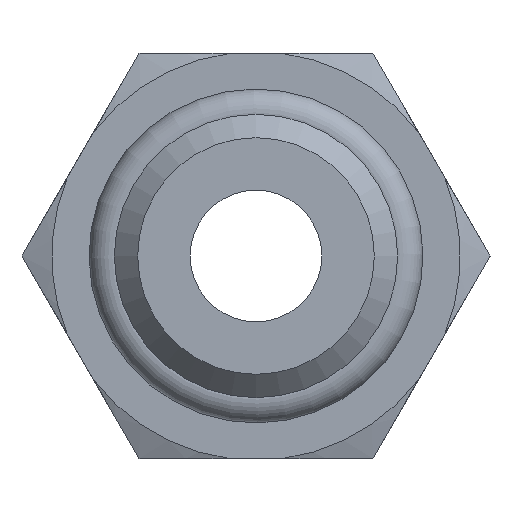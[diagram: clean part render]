
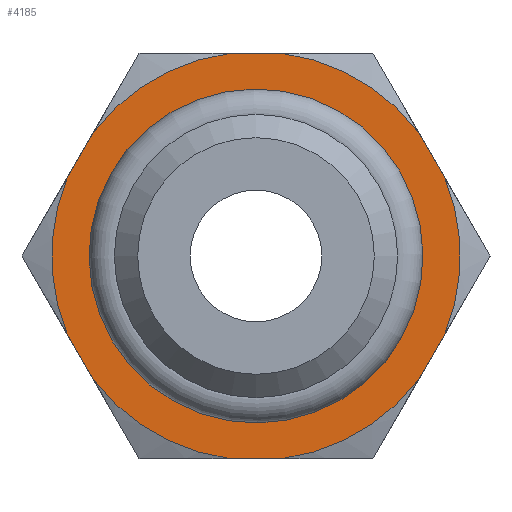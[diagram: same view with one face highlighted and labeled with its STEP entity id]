
A CAD part, left-side view. The second image highlights one B-rep face of the part: STEP entity #4185.
In plain terms, the highlighted planar face has unit normal (-1, 0, 0).
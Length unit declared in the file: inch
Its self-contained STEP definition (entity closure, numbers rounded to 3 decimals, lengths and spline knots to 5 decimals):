
#2949=CARTESIAN_POINT('',(0.0,-0.03961,0.3125));
#2950=VERTEX_POINT('',#2949);
#3020=CARTESIAN_POINT('',(0.0,0.03961,0.3125));
#3021=VERTEX_POINT('',#3020);
#3035=CARTESIAN_POINT('',(0.0,-0.03961,0.3125));
#3036=DIRECTION('',(0.0,1.0,0.0));
#3037=VECTOR('',#3036,0.07921);
#3038=LINE('',#3035,#3037);
#3039=EDGE_CURVE('',#2950,#3021,#3038,.T.);
#3541=CARTESIAN_POINT('',(0.0,0.,0.183));
#3542=VERTEX_POINT('',#3541);
#3543=CARTESIAN_POINT('',(0.0,0.,0.));
#3544=DIRECTION('',(-1.0,0.0,0.0));
#3545=DIRECTION('',(0.0,0.0,-1.0));
#3546=AXIS2_PLACEMENT_3D('',#3543,#3544,#3545);
#3547=CIRCLE('',#3546,0.183);
#3548=EDGE_CURVE('',#3542,#3542,#3547,.T.);
#3592=CARTESIAN_POINT('',(0.0,0.25083,-0.19055));
#3593=VERTEX_POINT('',#3592);
#3607=CARTESIAN_POINT('',(0.0,0.03961,-0.3125));
#3608=VERTEX_POINT('',#3607);
#3622=CARTESIAN_POINT('',(0.0,0.0,0.0));
#3623=DIRECTION('',(-1.0,0.0,0.0));
#3624=DIRECTION('',(0.0,1.0,0.0));
#3625=AXIS2_PLACEMENT_3D('',#3622,#3623,#3624);
#3626=CIRCLE('',#3625,0.315);
#3627=EDGE_CURVE('',#3593,#3608,#3626,.T.);
#3637=CARTESIAN_POINT('',(0.0,0.29044,-0.12195));
#3638=VERTEX_POINT('',#3637);
#3654=CARTESIAN_POINT('',(0.0,0.29044,0.12195));
#3655=VERTEX_POINT('',#3654);
#3656=CARTESIAN_POINT('',(0.0,0.0,0.0));
#3657=DIRECTION('',(-1.0,0.0,0.0));
#3658=DIRECTION('',(0.0,1.0,0.0));
#3659=AXIS2_PLACEMENT_3D('',#3656,#3657,#3658);
#3660=CIRCLE('',#3659,0.315);
#3661=EDGE_CURVE('',#3655,#3638,#3660,.T.);
#3684=CARTESIAN_POINT('',(0.0,0.25083,0.19055));
#3685=VERTEX_POINT('',#3684);
#3699=CARTESIAN_POINT('',(0.0,0.0,0.0));
#3700=DIRECTION('',(-1.0,0.0,0.0));
#3701=DIRECTION('',(0.0,1.0,0.0));
#3702=AXIS2_PLACEMENT_3D('',#3699,#3700,#3701);
#3703=CIRCLE('',#3702,0.315);
#3704=EDGE_CURVE('',#3021,#3685,#3703,.T.);
#3716=CARTESIAN_POINT('',(0.0,-0.25083,0.19055));
#3717=VERTEX_POINT('',#3716);
#3718=CARTESIAN_POINT('',(0.0,0.0,0.0));
#3719=DIRECTION('',(-1.0,0.0,0.0));
#3720=DIRECTION('',(0.0,1.0,0.0));
#3721=AXIS2_PLACEMENT_3D('',#3718,#3719,#3720);
#3722=CIRCLE('',#3721,0.315);
#3723=EDGE_CURVE('',#3717,#2950,#3722,.T.);
#3746=CARTESIAN_POINT('',(0.0,-0.29044,0.12195));
#3747=VERTEX_POINT('',#3746);
#3763=CARTESIAN_POINT('',(0.0,-0.29044,-0.12195));
#3764=VERTEX_POINT('',#3763);
#3765=CARTESIAN_POINT('',(0.0,0.0,0.0));
#3766=DIRECTION('',(-1.0,0.0,0.0));
#3767=DIRECTION('',(0.0,1.0,0.0));
#3768=AXIS2_PLACEMENT_3D('',#3765,#3766,#3767);
#3769=CIRCLE('',#3768,0.315);
#3770=EDGE_CURVE('',#3764,#3747,#3769,.T.);
#3793=CARTESIAN_POINT('',(0.0,-0.25083,-0.19055));
#3794=VERTEX_POINT('',#3793);
#3810=CARTESIAN_POINT('',(0.0,-0.03961,-0.3125));
#3811=VERTEX_POINT('',#3810);
#3812=CARTESIAN_POINT('',(0.0,0.0,0.0));
#3813=DIRECTION('',(-1.0,0.0,0.0));
#3814=DIRECTION('',(0.0,1.0,0.0));
#3815=AXIS2_PLACEMENT_3D('',#3812,#3813,#3814);
#3816=CIRCLE('',#3815,0.315);
#3817=EDGE_CURVE('',#3811,#3794,#3816,.T.);
#4051=CARTESIAN_POINT('',(0.0,-0.25083,-0.19055));
#4052=DIRECTION('',(0.0,-0.5,0.866));
#4053=VECTOR('',#4052,0.07921);
#4054=LINE('',#4051,#4053);
#4055=EDGE_CURVE('',#3794,#3764,#4054,.T.);
#4072=CARTESIAN_POINT('',(0.0,-0.29044,0.12195));
#4073=DIRECTION('',(0.0,0.5,0.866));
#4074=VECTOR('',#4073,0.07921);
#4075=LINE('',#4072,#4074);
#4076=EDGE_CURVE('',#3747,#3717,#4075,.T.);
#4107=CARTESIAN_POINT('',(0.0,0.25083,0.19055));
#4108=DIRECTION('',(0.0,0.5,-0.866));
#4109=VECTOR('',#4108,0.07921);
#4110=LINE('',#4107,#4109);
#4111=EDGE_CURVE('',#3685,#3655,#4110,.T.);
#4122=CARTESIAN_POINT('',(0.0,0.03961,-0.3125));
#4123=DIRECTION('',(0.0,-1.0,0.0));
#4124=VECTOR('',#4123,0.07921);
#4125=LINE('',#4122,#4124);
#4126=EDGE_CURVE('',#3608,#3811,#4125,.T.);
#4148=CARTESIAN_POINT('',(0.0,0.29044,-0.12195));
#4149=DIRECTION('',(0.0,-0.5,-0.866));
#4150=VECTOR('',#4149,0.07921);
#4151=LINE('',#4148,#4150);
#4152=EDGE_CURVE('',#3638,#3593,#4151,.T.);
#4163=CARTESIAN_POINT('',(0.0,0.,0.));
#4164=DIRECTION('',(1.0,0.0,0.0));
#4165=DIRECTION('',(0.0,0.0,-1.0));
#4166=AXIS2_PLACEMENT_3D('',#4163,#4164,#4165);
#4167=PLANE('',#4166);
#4168=ORIENTED_EDGE('',*,*,#3817,.T.);
#4169=ORIENTED_EDGE('',*,*,#4055,.T.);
#4170=ORIENTED_EDGE('',*,*,#3770,.T.);
#4171=ORIENTED_EDGE('',*,*,#4076,.T.);
#4172=ORIENTED_EDGE('',*,*,#3723,.T.);
#4173=ORIENTED_EDGE('',*,*,#3039,.T.);
#4174=ORIENTED_EDGE('',*,*,#3704,.T.);
#4175=ORIENTED_EDGE('',*,*,#4111,.T.);
#4176=ORIENTED_EDGE('',*,*,#3661,.T.);
#4177=ORIENTED_EDGE('',*,*,#4152,.T.);
#4178=ORIENTED_EDGE('',*,*,#3627,.T.);
#4179=ORIENTED_EDGE('',*,*,#4126,.T.);
#4180=EDGE_LOOP('',(#4168,#4169,#4170,#4171,#4172,#4173,#4174,#4175,#4176,#4177,#4178,#4179));
#4181=FACE_OUTER_BOUND('',#4180,.T.);
#4182=ORIENTED_EDGE('',*,*,#3548,.F.);
#4183=EDGE_LOOP('',(#4182));
#4184=FACE_BOUND('',#4183,.T.);
#4185=ADVANCED_FACE('',(#4181,#4184),#4167,.F.);
